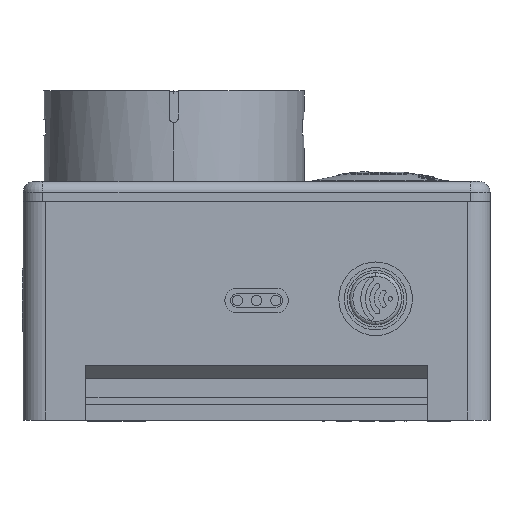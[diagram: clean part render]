
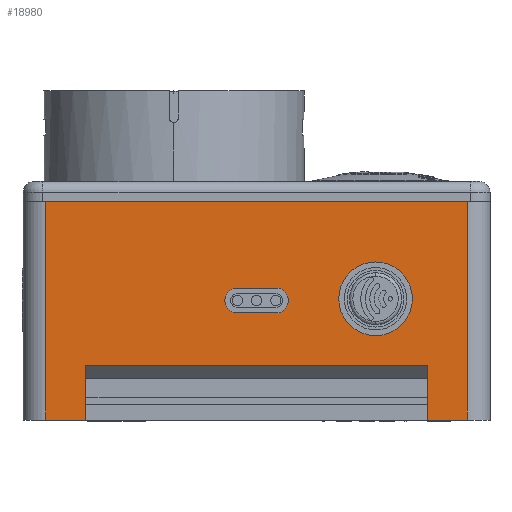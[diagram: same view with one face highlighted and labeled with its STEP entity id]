
A CAD part, left-side view. The second image highlights one B-rep face of the part: STEP entity #18980.
In plain terms, the highlighted planar face has unit normal (-1, 0, 0).
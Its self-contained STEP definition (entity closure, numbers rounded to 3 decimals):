
#76 = VERTEX_POINT ( 'NONE', #82333 ) ;
#496 = DIRECTION ( 'NONE',  ( 0., 0., 1. ) ) ;
#1731 = VECTOR ( 'NONE', #79352, 1000. ) ;
#2661 = CARTESIAN_POINT ( 'NONE',  ( -29.625, -18.6, -9.85 ) ) ;
#3084 = DIRECTION ( 'NONE',  ( 0., 0., 1. ) ) ;
#3826 = DIRECTION ( 'NONE',  ( 0., 0., -1. ) ) ;
#4249 = LINE ( 'NONE', #54616, #1731 ) ;
#5175 = ORIENTED_EDGE ( 'NONE', *, *, #56716, .T. ) ;
#9028 = FACE_BOUND ( 'NONE', #50922, .T. ) ;
#9263 = EDGE_CURVE ( 'NONE', #18463, #88001, #38390, .T. ) ;
#9272 = AXIS2_PLACEMENT_3D ( 'NONE', #82903, #59917, #99648 ) ;
#9775 = VERTEX_POINT ( 'NONE', #21644 ) ;
#11434 = DIRECTION ( 'NONE',  ( 0., -1., 0. ) ) ;
#11660 = VERTEX_POINT ( 'NONE', #87864 ) ;
#12082 = VERTEX_POINT ( 'NONE', #84999 ) ;
#12434 = CARTESIAN_POINT ( 'NONE',  ( -29.625, 18.6, -19.3 ) ) ;
#16396 = ORIENTED_EDGE ( 'NONE', *, *, #9263, .T. ) ;
#16512 = VERTEX_POINT ( 'NONE', #89445 ) ;
#16848 = VECTOR ( 'NONE', #56422, 1000. ) ;
#17833 = CARTESIAN_POINT ( 'NONE',  ( -29.625, 1.7, -7.65 ) ) ;
#18193 = ORIENTED_EDGE ( 'NONE', *, *, #65915, .T. ) ;
#18463 = VERTEX_POINT ( 'NONE', #78942 ) ;
#18980 = ADVANCED_FACE ( 'NONE', ( #65112, #9028, #97495 ), #92038, .T. ) ;
#21644 = CARTESIAN_POINT ( 'NONE',  ( -29.625, -10.5, -5.35 ) ) ;
#22583 = LINE ( 'NONE', #38162, #96171 ) ;
#24887 = ORIENTED_EDGE ( 'NONE', *, *, #25458, .T. ) ;
#24993 = EDGE_CURVE ( 'NONE', #70945, #9775, #75300, .T. ) ;
#25328 = CARTESIAN_POINT ( 'NONE',  ( -29.625, 18.6, 0. ) ) ;
#25458 = EDGE_CURVE ( 'NONE', #12082, #11660, #61498, .T. ) ;
#27578 = CARTESIAN_POINT ( 'NONE',  ( -29.625, -15.1, -19.3 ) ) ;
#28998 = ORIENTED_EDGE ( 'NONE', *, *, #55791, .T. ) ;
#30979 = CARTESIAN_POINT ( 'NONE',  ( -29.625, -15.1, 0. ) ) ;
#31601 = LINE ( 'NONE', #89314, #102686 ) ;
#32553 = ORIENTED_EDGE ( 'NONE', *, *, #24993, .T. ) ;
#33349 = AXIS2_PLACEMENT_3D ( 'NONE', #41590, #98283, #50598 ) ;
#34182 = LINE ( 'NONE', #66111, #97731 ) ;
#34888 = CARTESIAN_POINT ( 'NONE',  ( -29.625, -10.5, -8.6 ) ) ;
#35410 = CARTESIAN_POINT ( 'NONE',  ( -29.625, -18.6, 0. ) ) ;
#36644 = ORIENTED_EDGE ( 'NONE', *, *, #46884, .T. ) ;
#37386 = CARTESIAN_POINT ( 'NONE',  ( -29.625, 15.1, -14.5 ) ) ;
#38162 = CARTESIAN_POINT ( 'NONE',  ( -29.625, -18.6, -19.3 ) ) ;
#38339 = DIRECTION ( 'NONE',  ( 0., 0., -1. ) ) ;
#38390 = LINE ( 'NONE', #35410, #101974 ) ;
#39406 = CIRCLE ( 'NONE', #9272, 1.1 ) ;
#39980 = LINE ( 'NONE', #89528, #74844 ) ;
#40054 = CARTESIAN_POINT ( 'NONE',  ( -29.625, -10.5, -8.6 ) ) ;
#41590 = CARTESIAN_POINT ( 'NONE',  ( -29.625, -18.6, 0. ) ) ;
#42655 = EDGE_CURVE ( 'NONE', #11660, #85361, #79641, .T. ) ;
#46884 = EDGE_CURVE ( 'NONE', #88001, #66275, #34182, .T. ) ;
#47303 = EDGE_CURVE ( 'NONE', #69425, #66275, #31601, .T. ) ;
#48483 = CARTESIAN_POINT ( 'NONE',  ( -29.625, -18.6, -14.5 ) ) ;
#48540 = ORIENTED_EDGE ( 'NONE', *, *, #72789, .T. ) ;
#49068 = EDGE_CURVE ( 'NONE', #50821, #16512, #60541, .T. ) ;
#50598 = DIRECTION ( 'NONE',  ( 0., 1., 0. ) ) ;
#50821 = VERTEX_POINT ( 'NONE', #37386 ) ;
#50922 = EDGE_LOOP ( 'NONE', ( #32553, #5175 ) ) ;
#51812 = VECTOR ( 'NONE', #38339, 1000. ) ;
#53798 = DIRECTION ( 'NONE',  ( 0., -1., 0. ) ) ;
#54616 = CARTESIAN_POINT ( 'NONE',  ( -29.625, -18.6, -19.3 ) ) ;
#55791 = EDGE_CURVE ( 'NONE', #85361, #76, #71995, .T. ) ;
#56422 = DIRECTION ( 'NONE',  ( 0., -1., 0. ) ) ;
#56625 = ORIENTED_EDGE ( 'NONE', *, *, #79885, .T. ) ;
#56716 = EDGE_CURVE ( 'NONE', #9775, #70945, #67844, .T. ) ;
#58615 = ORIENTED_EDGE ( 'NONE', *, *, #49068, .T. ) ;
#59917 = DIRECTION ( 'NONE',  ( 1., 0., 0. ) ) ;
#60433 = VERTEX_POINT ( 'NONE', #27578 ) ;
#60541 = LINE ( 'NONE', #48483, #16848 ) ;
#61498 = LINE ( 'NONE', #2661, #72685 ) ;
#63429 = AXIS2_PLACEMENT_3D ( 'NONE', #68716, #100106, #100457 ) ;
#65112 = FACE_BOUND ( 'NONE', #84856, .T. ) ;
#65406 = CARTESIAN_POINT ( 'NONE',  ( -29.625, -10.5, -11.85 ) ) ;
#65915 = EDGE_CURVE ( 'NONE', #69425, #79911, #22583, .T. ) ;
#66111 = CARTESIAN_POINT ( 'NONE',  ( -29.625, 0., 0. ) ) ;
#66275 = VERTEX_POINT ( 'NONE', #25328 ) ;
#67844 = CIRCLE ( 'NONE', #98833, 3.25 ) ;
#68716 = CARTESIAN_POINT ( 'NONE',  ( -29.625, 1.7, -8.75 ) ) ;
#69425 = VERTEX_POINT ( 'NONE', #12434 ) ;
#70498 = EDGE_CURVE ( 'NONE', #76, #12082, #39406, .T. ) ;
#70945 = VERTEX_POINT ( 'NONE', #65406 ) ;
#71995 = LINE ( 'NONE', #99932, #88173 ) ;
#72044 = CARTESIAN_POINT ( 'NONE',  ( -29.625, -18.6, 0. ) ) ;
#72685 = VECTOR ( 'NONE', #73421, 1000. ) ;
#72789 = EDGE_CURVE ( 'NONE', #79911, #50821, #39980, .T. ) ;
#73421 = DIRECTION ( 'NONE',  ( 0., 1., 0. ) ) ;
#73424 = DIRECTION ( 'NONE',  ( 0., 1., 0. ) ) ;
#74490 = ORIENTED_EDGE ( 'NONE', *, *, #70498, .T. ) ;
#74844 = VECTOR ( 'NONE', #3084, 1000. ) ;
#75300 = CIRCLE ( 'NONE', #78302, 3.25 ) ;
#77520 = DIRECTION ( 'NONE',  ( 0., 0., 1. ) ) ;
#78302 = AXIS2_PLACEMENT_3D ( 'NONE', #34888, #90592, #3826 ) ;
#78942 = CARTESIAN_POINT ( 'NONE',  ( -29.625, -18.6, -19.3 ) ) ;
#79352 = DIRECTION ( 'NONE',  ( 0., -1., 0. ) ) ;
#79641 = CIRCLE ( 'NONE', #63429, 1.1 ) ;
#79885 = EDGE_CURVE ( 'NONE', #16512, #60433, #86622, .T. ) ;
#79911 = VERTEX_POINT ( 'NONE', #103431 ) ;
#82333 = CARTESIAN_POINT ( 'NONE',  ( -29.625, -1.7, -7.65 ) ) ;
#82903 = CARTESIAN_POINT ( 'NONE',  ( -29.625, -1.7, -8.75 ) ) ;
#84856 = EDGE_LOOP ( 'NONE', ( #28998, #74490, #24887, #97216 ) ) ;
#84999 = CARTESIAN_POINT ( 'NONE',  ( -29.625, -1.7, -9.85 ) ) ;
#85361 = VERTEX_POINT ( 'NONE', #17833 ) ;
#86622 = LINE ( 'NONE', #30979, #51812 ) ;
#87369 = DIRECTION ( 'NONE',  ( 1., 0., 0. ) ) ;
#87864 = CARTESIAN_POINT ( 'NONE',  ( -29.625, 1.7, -9.85 ) ) ;
#88001 = VERTEX_POINT ( 'NONE', #72044 ) ;
#88173 = VECTOR ( 'NONE', #11434, 1000. ) ;
#88353 = EDGE_LOOP ( 'NONE', ( #90872, #18193, #48540, #58615, #56625, #91148, #16396, #36644 ) ) ;
#89314 = CARTESIAN_POINT ( 'NONE',  ( -29.625, 18.6, 0. ) ) ;
#89445 = CARTESIAN_POINT ( 'NONE',  ( -29.625, -15.1, -14.5 ) ) ;
#89528 = CARTESIAN_POINT ( 'NONE',  ( -29.625, 15.1, 0. ) ) ;
#89868 = EDGE_CURVE ( 'NONE', #60433, #18463, #4249, .T. ) ;
#90592 = DIRECTION ( 'NONE',  ( 1., 0., 0. ) ) ;
#90872 = ORIENTED_EDGE ( 'NONE', *, *, #47303, .F. ) ;
#91148 = ORIENTED_EDGE ( 'NONE', *, *, #89868, .T. ) ;
#92038 = PLANE ( 'NONE',  #33349 ) ;
#95408 = DIRECTION ( 'NONE',  ( 0., 0., -1. ) ) ;
#96171 = VECTOR ( 'NONE', #53798, 1000. ) ;
#97216 = ORIENTED_EDGE ( 'NONE', *, *, #42655, .T. ) ;
#97495 = FACE_OUTER_BOUND ( 'NONE', #88353, .T. ) ;
#97731 = VECTOR ( 'NONE', #73424, 1000. ) ;
#98283 = DIRECTION ( 'NONE',  ( -1., 0., 0. ) ) ;
#98833 = AXIS2_PLACEMENT_3D ( 'NONE', #40054, #87369, #95408 ) ;
#99648 = DIRECTION ( 'NONE',  ( 0., 0., -1. ) ) ;
#99932 = CARTESIAN_POINT ( 'NONE',  ( -29.625, -18.6, -7.65 ) ) ;
#100106 = DIRECTION ( 'NONE',  ( 1., 0., 0. ) ) ;
#100457 = DIRECTION ( 'NONE',  ( 0., 0., -1. ) ) ;
#101974 = VECTOR ( 'NONE', #77520, 1000. ) ;
#102686 = VECTOR ( 'NONE', #496, 1000. ) ;
#103431 = CARTESIAN_POINT ( 'NONE',  ( -29.625, 15.1, -19.3 ) ) ;
